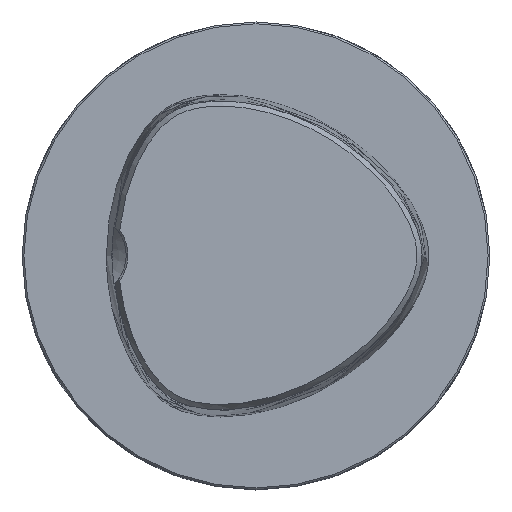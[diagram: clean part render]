
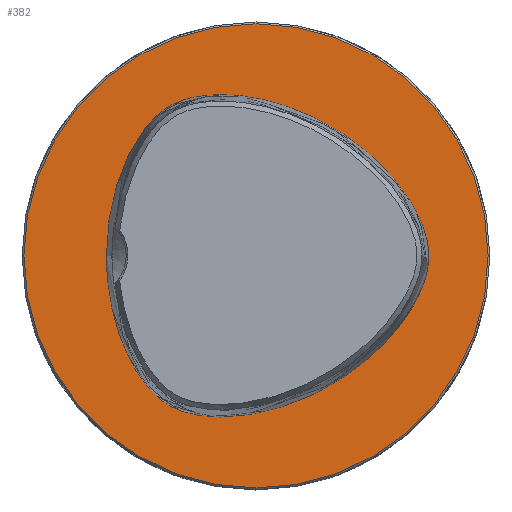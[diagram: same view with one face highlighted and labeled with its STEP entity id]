
A CAD part, top view. The second image highlights one B-rep face of the part: STEP entity #382.
In plain terms, the highlighted planar face has unit normal (0, 0, 1).
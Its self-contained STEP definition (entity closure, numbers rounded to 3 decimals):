
#59=B_SPLINE_CURVE_WITH_KNOTS('',3,(#2192,#2193,#2194,#2195,#2196,#2197,
#2198,#2199,#2200,#2201,#2202,#2203,#2204,#2205,#2206,#2207,#2208,#2209,
#2210,#2211,#2212,#2213,#2214,#2215,#2216,#2217,#2218,#2219,#2220,#2221,
#2222,#2223,#2224,#2225,#2226,#2227,#2228,#2229,#2230,#2231,#2232,#2233,
#2234,#2235,#2236,#2237,#2238,#2239,#2240,#2241,#2242,#2243,#2244,#2245,
#2246,#2247,#2248,#2249,#2250,#2251,#2252,#2253,#2254,#2255,#2256,#2257,
#2258,#2259,#2260,#2261,#2262,#2263,#2264,#2265,#2266,#2267,#2268),
 .UNSPECIFIED.,.T.,.F.,(1,1,2,1,1,1,1,1,1,1,1,1,1,1,1,1,1,1,1,1,1,1,1,1,
1,1,1,1,1,1,1,1,1,1,1,1,1,1,1,1,1,1,1,1,1,1,1,1,1,1,1,1,1,1,1,1,1,1,1,1,
1,1,1,1,1,1,1,1,1,1,1,1,1,1,1,1,2,1,1),(-0.031,-0.016,0.,0.016,
0.031,0.063,0.078,0.094,0.109,0.125,0.133,0.141,0.148,
0.156,0.164,0.172,0.18,0.188,0.195,0.203,0.219,
0.234,0.25,0.266,0.281,0.313,0.344,0.359,0.375,0.391,0.406,
0.422,0.438,0.453,0.469,0.477,0.484,0.492,0.496,
0.5,0.504,0.508,0.516,0.523,0.531,0.547,0.563,0.578,
0.594,0.609,0.625,0.641,0.656,0.688,0.719,0.734,0.75,0.766,
0.781,0.797,0.805,0.813,0.82,0.828,0.836,0.844,
0.852,0.859,0.867,0.875,0.891,0.906,0.922,0.938,0.969,
0.984,1.,1.016,1.031),.UNSPECIFIED.);
#321=PLANE('',#1235);
#382=ADVANCED_FACE('CU_E_LO_SU_1',(#465,#466),#321,.F.);
#465=FACE_BOUND('',#549,.T.);
#466=FACE_BOUND('',#550,.T.);
#549=EDGE_LOOP('',(#758));
#550=EDGE_LOOP('',(#759));
#758=ORIENTED_EDGE('',*,*,#1055,.T.);
#759=ORIENTED_EDGE('',*,*,#1056,.T.);
#930=VERTEX_POINT('',#2269);
#931=VERTEX_POINT('',#2425);
#1055=EDGE_CURVE('',#930,#930,#59,.T.);
#1056=EDGE_CURVE('',#931,#931,#1131,.T.);
#1131=CIRCLE('',#1234,39.7);
#1234=AXIS2_PLACEMENT_3D('',#2424,#1466,#1467);
#1235=AXIS2_PLACEMENT_3D('',#2426,#1468,#1469);
#1466=DIRECTION('',(0.,0.,1.));
#1467=DIRECTION('',(1.,0.,0.));
#1468=DIRECTION('',(0.,0.,-1.));
#1469=DIRECTION('',(-1.,0.,0.));
#2192=CARTESIAN_POINT('',(-25.575,-0.901,0.));
#2193=CARTESIAN_POINT('',(-25.575,0.901,0.));
#2194=CARTESIAN_POINT('',(-25.519,2.704,0.));
#2195=CARTESIAN_POINT('',(-25.183,6.296,0.));
#2196=CARTESIAN_POINT('',(-24.505,9.847,0.));
#2197=CARTESIAN_POINT('',(-23.467,13.303,0.));
#2198=CARTESIAN_POINT('',(-22.497,15.832,0.));
#2199=CARTESIAN_POINT('',(-21.325,18.274,0.));
#2200=CARTESIAN_POINT('',(-20.163,20.211,0.));
#2201=CARTESIAN_POINT('',(-19.107,21.677,0.));
#2202=CARTESIAN_POINT('',(-18.247,22.725,0.));
#2203=CARTESIAN_POINT('',(-17.313,23.709,0.));
#2204=CARTESIAN_POINT('',(-16.296,24.61,0.));
#2205=CARTESIAN_POINT('',(-15.19,25.401,0.));
#2206=CARTESIAN_POINT('',(-13.998,26.058,0.));
#2207=CARTESIAN_POINT('',(-12.74,26.575,0.));
#2208=CARTESIAN_POINT('',(-11.439,26.965,0.));
#2209=CARTESIAN_POINT('',(-10.112,27.249,0.));
#2210=CARTESIAN_POINT('',(-8.324,27.504,0.));
#2211=CARTESIAN_POINT('',(-6.066,27.619,0.));
#2212=CARTESIAN_POINT('',(-3.36,27.493,0.));
#2213=CARTESIAN_POINT('',(-0.675,27.139,0.));
#2214=CARTESIAN_POINT('',(1.974,26.581,0.));
#2215=CARTESIAN_POINT('',(5.443,25.59,0.));
#2216=CARTESIAN_POINT('',(9.642,23.922,0.));
#2217=CARTESIAN_POINT('',(13.599,21.745,0.));
#2218=CARTESIAN_POINT('',(16.584,19.72,0.));
#2219=CARTESIAN_POINT('',(18.723,18.063,0.));
#2220=CARTESIAN_POINT('',(20.75,16.269,0.));
#2221=CARTESIAN_POINT('',(22.652,14.343,0.));
#2222=CARTESIAN_POINT('',(24.409,12.284,0.));
#2223=CARTESIAN_POINT('',(26.,10.091,0.));
#2224=CARTESIAN_POINT('',(27.392,7.766,0.));
#2225=CARTESIAN_POINT('',(28.346,5.716,0.));
#2226=CARTESIAN_POINT('',(28.944,4.01,0.));
#2227=CARTESIAN_POINT('',(29.293,2.698,0.));
#2228=CARTESIAN_POINT('',(29.483,1.581,0.));
#2229=CARTESIAN_POINT('',(29.562,0.679,0.));
#2230=CARTESIAN_POINT('',(29.582,0.,0.));
#2231=CARTESIAN_POINT('',(29.562,-0.679,0.));
#2232=CARTESIAN_POINT('',(29.483,-1.581,0.));
#2233=CARTESIAN_POINT('',(29.293,-2.698,0.));
#2234=CARTESIAN_POINT('',(28.944,-4.01,0.));
#2235=CARTESIAN_POINT('',(28.346,-5.716,0.));
#2236=CARTESIAN_POINT('',(27.392,-7.766,0.));
#2237=CARTESIAN_POINT('',(26.,-10.091,0.));
#2238=CARTESIAN_POINT('',(24.409,-12.284,0.));
#2239=CARTESIAN_POINT('',(22.652,-14.343,0.));
#2240=CARTESIAN_POINT('',(20.75,-16.269,0.));
#2241=CARTESIAN_POINT('',(18.723,-18.063,0.));
#2242=CARTESIAN_POINT('',(16.584,-19.72,0.));
#2243=CARTESIAN_POINT('',(13.599,-21.745,0.));
#2244=CARTESIAN_POINT('',(9.642,-23.922,0.));
#2245=CARTESIAN_POINT('',(5.443,-25.59,0.));
#2246=CARTESIAN_POINT('',(1.974,-26.581,0.));
#2247=CARTESIAN_POINT('',(-0.675,-27.139,0.));
#2248=CARTESIAN_POINT('',(-3.36,-27.493,0.));
#2249=CARTESIAN_POINT('',(-6.066,-27.619,0.));
#2250=CARTESIAN_POINT('',(-8.324,-27.504,0.));
#2251=CARTESIAN_POINT('',(-10.112,-27.249,0.));
#2252=CARTESIAN_POINT('',(-11.439,-26.965,0.));
#2253=CARTESIAN_POINT('',(-12.74,-26.575,0.));
#2254=CARTESIAN_POINT('',(-13.998,-26.058,0.));
#2255=CARTESIAN_POINT('',(-15.19,-25.401,0.));
#2256=CARTESIAN_POINT('',(-16.296,-24.61,0.));
#2257=CARTESIAN_POINT('',(-17.313,-23.709,0.));
#2258=CARTESIAN_POINT('',(-18.247,-22.725,0.));
#2259=CARTESIAN_POINT('',(-19.107,-21.677,0.));
#2260=CARTESIAN_POINT('',(-20.163,-20.211,0.));
#2261=CARTESIAN_POINT('',(-21.325,-18.274,0.));
#2262=CARTESIAN_POINT('',(-22.497,-15.832,0.));
#2263=CARTESIAN_POINT('',(-23.467,-13.303,0.));
#2264=CARTESIAN_POINT('',(-24.505,-9.847,0.));
#2265=CARTESIAN_POINT('',(-25.183,-6.296,0.));
#2266=CARTESIAN_POINT('',(-25.519,-2.704,0.));
#2267=CARTESIAN_POINT('',(-25.575,-0.901,0.));
#2268=CARTESIAN_POINT('',(-25.575,0.901,0.));
#2269=CARTESIAN_POINT('',(-25.575,0.,0.));
#2424=CARTESIAN_POINT('',(0.,0.,0.));
#2425=CARTESIAN_POINT('',(39.7,0.,0.));
#2426=CARTESIAN_POINT('',(1.996,0.,0.));
